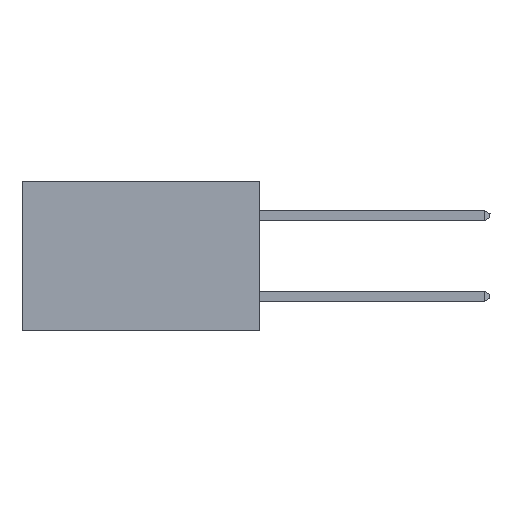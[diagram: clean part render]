
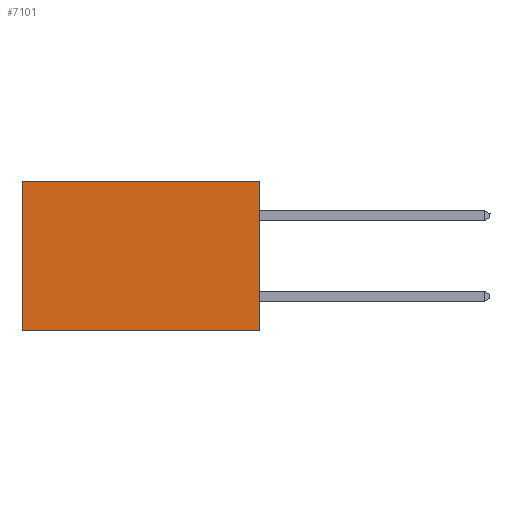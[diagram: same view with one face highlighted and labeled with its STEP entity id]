
A CAD part, left-side view. The second image highlights one B-rep face of the part: STEP entity #7101.
In plain terms, the highlighted planar face has unit normal (-1, 0, 0).
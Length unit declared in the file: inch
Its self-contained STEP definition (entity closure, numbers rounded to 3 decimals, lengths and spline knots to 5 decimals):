
#314 = VERTEX_POINT ( 'NONE', #12700 ) ;
#373 = VERTEX_POINT ( 'NONE', #6423 ) ;
#670 = CARTESIAN_POINT ( 'NONE',  ( 0.277, 0.59, -0.37 ) ) ;
#1224 = LINE ( 'NONE', #670, #1561 ) ;
#1295 = VECTOR ( 'NONE', #2343, 39.37008 ) ;
#1561 = VECTOR ( 'NONE', #1750, 39.37008 ) ;
#1693 = CARTESIAN_POINT ( 'NONE',  ( 0.277, 0., -0.37 ) ) ;
#1750 = DIRECTION ( 'NONE',  ( 0., 0., -1. ) ) ;
#2343 = DIRECTION ( 'NONE',  ( 0., 1., 0. ) ) ;
#2494 = LINE ( 'NONE', #10609, #10737 ) ;
#2552 = FACE_OUTER_BOUND ( 'NONE', #9498, .T. ) ;
#3458 = EDGE_CURVE ( 'NONE', #6877, #314, #2494, .T. ) ;
#3635 = VECTOR ( 'NONE', #6779, 39.37008 ) ;
#4504 = ORIENTED_EDGE ( 'NONE', *, *, #8569, .T. ) ;
#4579 = ORIENTED_EDGE ( 'NONE', *, *, #11929, .F. ) ;
#4623 = ORIENTED_EDGE ( 'NONE', *, *, #3458, .F. ) ;
#4735 = DIRECTION ( 'NONE',  ( 1., 0., 0. ) ) ;
#5094 = VERTEX_POINT ( 'NONE', #6923 ) ;
#5197 = ORIENTED_EDGE ( 'NONE', *, *, #7747, .T. ) ;
#5305 = CARTESIAN_POINT ( 'NONE',  ( 0.277, 0., -0.37 ) ) ;
#5473 = CARTESIAN_POINT ( 'NONE',  ( 0.277, 0., 0. ) ) ;
#6423 = CARTESIAN_POINT ( 'NONE',  ( 0.277, 0.59, -0.37 ) ) ;
#6779 = DIRECTION ( 'NONE',  ( 0., 1., 0. ) ) ;
#6877 = VERTEX_POINT ( 'NONE', #5473 ) ;
#6923 = CARTESIAN_POINT ( 'NONE',  ( 0.277, 0.59, 0. ) ) ;
#7101 = ADVANCED_FACE ( 'NONE', ( #2552 ), #10982, .F. ) ;
#7329 = AXIS2_PLACEMENT_3D ( 'NONE', #1693, #4735, #11966 ) ;
#7747 = EDGE_CURVE ( 'NONE', #6877, #5094, #11845, .T. ) ;
#8569 = EDGE_CURVE ( 'NONE', #5094, #373, #1224, .T. ) ;
#8757 = DIRECTION ( 'NONE',  ( 0., 0., -1. ) ) ;
#9498 = EDGE_LOOP ( 'NONE', ( #4504, #4579, #4623, #5197 ) ) ;
#9544 = LINE ( 'NONE', #5305, #1295 ) ;
#10609 = CARTESIAN_POINT ( 'NONE',  ( 0.277, 0., -0.37 ) ) ;
#10737 = VECTOR ( 'NONE', #8757, 39.37008 ) ;
#10924 = CARTESIAN_POINT ( 'NONE',  ( 0.277, 0., 0. ) ) ;
#10982 = PLANE ( 'NONE',  #7329 ) ;
#11845 = LINE ( 'NONE', #10924, #3635 ) ;
#11929 = EDGE_CURVE ( 'NONE', #314, #373, #9544, .T. ) ;
#11966 = DIRECTION ( 'NONE',  ( 0., 0., -1. ) ) ;
#12700 = CARTESIAN_POINT ( 'NONE',  ( 0.277, 0., -0.37 ) ) ;
